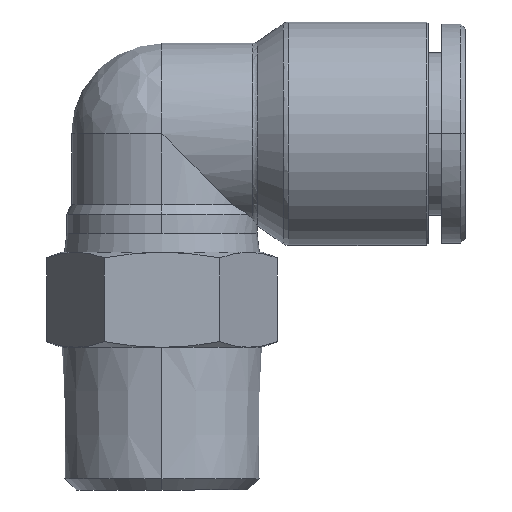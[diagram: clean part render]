
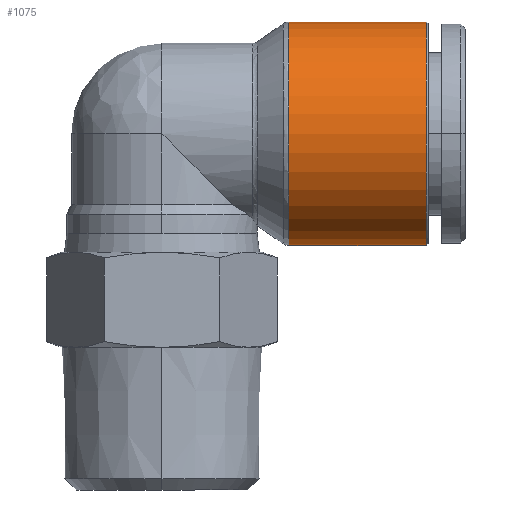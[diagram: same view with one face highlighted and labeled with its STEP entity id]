
A CAD part, front view. The second image highlights one B-rep face of the part: STEP entity #1075.
In plain terms, the highlighted cylindrical face has radius 11.75 mm (diameter 23.5 mm), a partial arc.
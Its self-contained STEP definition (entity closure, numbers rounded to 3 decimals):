
#225 = ORIENTED_EDGE ( 'NONE', *, *, #4515, .F. ) ;
#348 = DIRECTION ( 'NONE',  ( -1., 0., 0. ) ) ;
#677 = EDGE_CURVE ( 'NONE', #933, #4850, #4191, .T. ) ;
#933 = VERTEX_POINT ( 'NONE', #6595 ) ;
#1075 = ADVANCED_FACE ( 'NONE', ( #5264 ), #7900, .T. ) ;
#1400 = EDGE_LOOP ( 'NONE', ( #5554, #4827, #5659, #225, #4412 ) ) ;
#1976 = EDGE_CURVE ( 'NONE', #4850, #6222, #7211, .T. ) ;
#2188 = VERTEX_POINT ( 'NONE', #4949 ) ;
#2201 = VERTEX_POINT ( 'NONE', #4236 ) ;
#2546 = DIRECTION ( 'NONE',  ( 1., 0., 0. ) ) ;
#2786 = LINE ( 'NONE', #4382, #2874 ) ;
#2874 = VECTOR ( 'NONE', #2546, 1000. ) ;
#3070 = EDGE_CURVE ( 'NONE', #2188, #2201, #6412, .T. ) ;
#3146 = DIRECTION ( 'NONE',  ( 0., 0., -1. ) ) ;
#3330 = VECTOR ( 'NONE', #5214, 1000. ) ;
#3915 = AXIS2_PLACEMENT_3D ( 'NONE', #7292, #4784, #7262 ) ;
#4095 = DIRECTION ( 'NONE',  ( 0., 0., 1. ) ) ;
#4191 = LINE ( 'NONE', #7648, #3330 ) ;
#4236 = CARTESIAN_POINT ( 'NONE',  ( -19.55, 0., -11.75 ) ) ;
#4382 = CARTESIAN_POINT ( 'NONE',  ( -11.25, 0., -11.75 ) ) ;
#4412 = ORIENTED_EDGE ( 'NONE', *, *, #3070, .F. ) ;
#4414 = AXIS2_PLACEMENT_3D ( 'NONE', #6661, #348, #4095 ) ;
#4466 = DIRECTION ( 'NONE',  ( 1., 0., 0. ) ) ;
#4515 = EDGE_CURVE ( 'NONE', #2201, #6222, #2786, .T. ) ;
#4567 = AXIS2_PLACEMENT_3D ( 'NONE', #4789, #5426, #6097 ) ;
#4784 = DIRECTION ( 'NONE',  ( -1., 0., 0. ) ) ;
#4789 = CARTESIAN_POINT ( 'NONE',  ( -19.55, 0., 0. ) ) ;
#4827 = ORIENTED_EDGE ( 'NONE', *, *, #677, .T. ) ;
#4850 = VERTEX_POINT ( 'NONE', #6055 ) ;
#4949 = CARTESIAN_POINT ( 'NONE',  ( -19.55, 11.75, 0. ) ) ;
#5214 = DIRECTION ( 'NONE',  ( 1., 0., 0. ) ) ;
#5264 = FACE_OUTER_BOUND ( 'NONE', #1400, .T. ) ;
#5426 = DIRECTION ( 'NONE',  ( -1., 0., 0. ) ) ;
#5554 = ORIENTED_EDGE ( 'NONE', *, *, #7753, .F. ) ;
#5659 = ORIENTED_EDGE ( 'NONE', *, *, #1976, .T. ) ;
#5908 = AXIS2_PLACEMENT_3D ( 'NONE', #6269, #4466, #3146 ) ;
#6055 = CARTESIAN_POINT ( 'NONE',  ( -5.066, 0., 11.75 ) ) ;
#6097 = DIRECTION ( 'NONE',  ( 0., 0., 1. ) ) ;
#6222 = VERTEX_POINT ( 'NONE', #7731 ) ;
#6269 = CARTESIAN_POINT ( 'NONE',  ( -11.25, 0., 0. ) ) ;
#6412 = CIRCLE ( 'NONE', #4567, 11.75 ) ;
#6595 = CARTESIAN_POINT ( 'NONE',  ( -19.55, 0., 11.75 ) ) ;
#6661 = CARTESIAN_POINT ( 'NONE',  ( -19.55, 0., 0. ) ) ;
#7211 = CIRCLE ( 'NONE', #3915, 11.75 ) ;
#7262 = DIRECTION ( 'NONE',  ( 0., 0., -1. ) ) ;
#7292 = CARTESIAN_POINT ( 'NONE',  ( -5.066, 0., 0. ) ) ;
#7648 = CARTESIAN_POINT ( 'NONE',  ( -11.25, 0., 11.75 ) ) ;
#7731 = CARTESIAN_POINT ( 'NONE',  ( -5.066, 0., -11.75 ) ) ;
#7753 = EDGE_CURVE ( 'NONE', #933, #2188, #8076, .T. ) ;
#7900 = CYLINDRICAL_SURFACE ( 'NONE', #5908, 11.75 ) ;
#8076 = CIRCLE ( 'NONE', #4414, 11.75 ) ;
